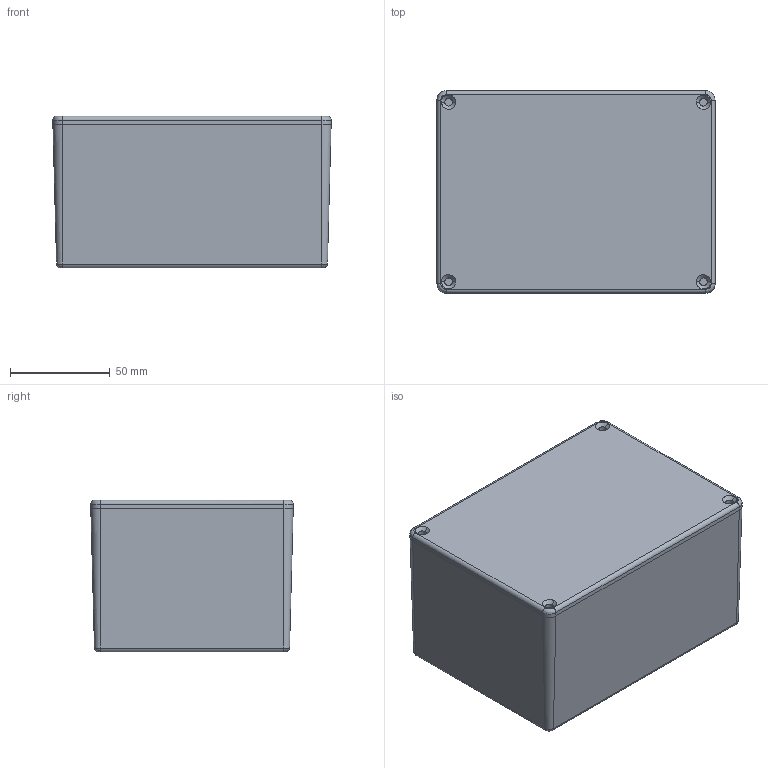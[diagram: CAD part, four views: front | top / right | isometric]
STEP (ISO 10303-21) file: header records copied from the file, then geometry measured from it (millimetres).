
FILE_DESCRIPTION (( 'STEP AP214' ), '1' );
FILE_NAME ('B029.STEP', '2017-01-20T05:25:07', ( '' ), ( '' ), 'SwSTEP 2.0', 'SolidWorks 2014', '' );
FILE_SCHEMA (( 'AUTOMOTIVE_DESIGN' ));
Length unit declared in the file: millimetre
Products named in the file (3): B029-COVER; B029-BASE; B029
Assembly tree (2 placements, depth 2):
  B029
    B029-BASE
    B029-COVER
Bounding box: 139.5 x 101.5 x 76.1 mm (x, y, z)
Volume: 129912.5 mm3; surface area: 126968.4 mm2
Topology: 2 solids, 2 shells, 261 faces, 706 edges, 456 vertices
Faces by surface type: bspline 136, plane 109, cone 12, cylinder 4
Entity records: 12141 total; most frequent: CARTESIAN_POINT 5079, ORIENTED_EDGE 1412, EDGE_CURVE 706, DIRECTION 682, VERTEX_POINT 456, LINE 358, VECTOR 358, EDGE_LOOP 276
